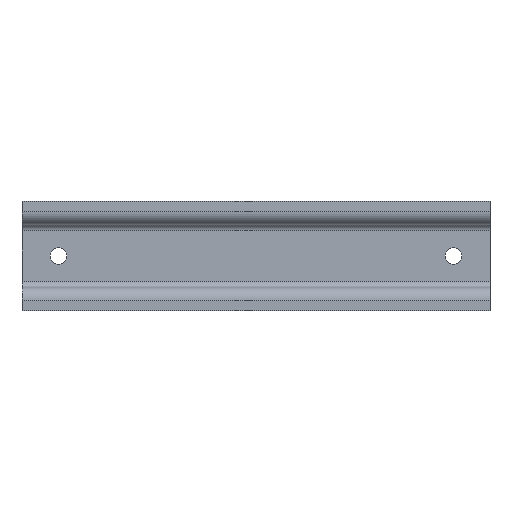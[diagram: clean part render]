
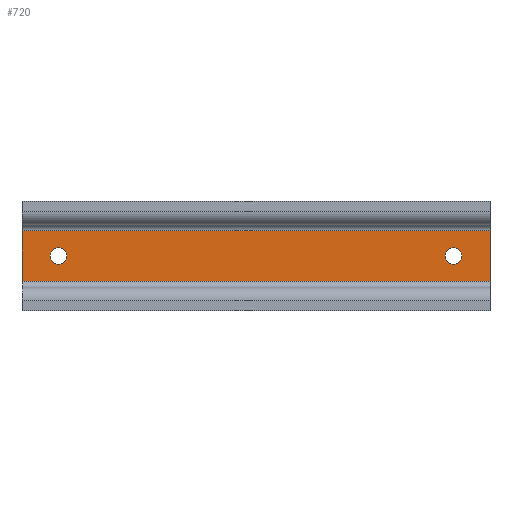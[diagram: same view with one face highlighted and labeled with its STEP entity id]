
A CAD part, top view. The second image highlights one B-rep face of the part: STEP entity #720.
In plain terms, the highlighted planar face has unit normal (0, 0, 1).
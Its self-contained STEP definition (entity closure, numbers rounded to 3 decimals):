
#676=AXIS2_PLACEMENT_3D('Plane Axis2P3D',#673,#674,#675) ;
#686=AXIS2_PLACEMENT_3D('Circle Axis2P3D',#684,#685,$) ;
#695=AXIS2_PLACEMENT_3D('Circle Axis2P3D',#693,#694,$) ;
#704=AXIS2_PLACEMENT_3D('Circle Axis2P3D',#702,#703,$) ;
#713=AXIS2_PLACEMENT_3D('Circle Axis2P3D',#711,#712,$) ;
#297=CARTESIAN_POINT('Vertex',(0.,10.95,1.)) ;
#300=CARTESIAN_POINT('Line Origine',(32.,10.95,1.)) ;
#304=CARTESIAN_POINT('Vertex',(64.,10.95,1.)) ;
#324=CARTESIAN_POINT('Line Origine',(32.,4.05,1.)) ;
#328=CARTESIAN_POINT('Vertex',(0.,4.05,1.)) ;
#330=CARTESIAN_POINT('Vertex',(64.,4.05,1.)) ;
#602=CARTESIAN_POINT('Line Origine',(0.,7.5,1.)) ;
#645=CARTESIAN_POINT('Line Origine',(64.,7.5,1.)) ;
#673=CARTESIAN_POINT('Axis2P3D Location',(0.,10.95,1.)) ;
#684=CARTESIAN_POINT('Axis2P3D Location',(5.,7.5,1.)) ;
#688=CARTESIAN_POINT('Vertex',(6.125,7.5,1.)) ;
#690=CARTESIAN_POINT('Vertex',(3.875,7.5,1.)) ;
#693=CARTESIAN_POINT('Axis2P3D Location',(5.,7.5,1.)) ;
#702=CARTESIAN_POINT('Axis2P3D Location',(59.,7.5,1.)) ;
#706=CARTESIAN_POINT('Vertex',(57.875,7.5,1.)) ;
#708=CARTESIAN_POINT('Vertex',(60.125,7.5,1.)) ;
#711=CARTESIAN_POINT('Axis2P3D Location',(59.,7.5,1.)) ;
#301=DIRECTION('Vector Direction',(1.,0.,0.)) ;
#325=DIRECTION('Vector Direction',(1.,0.,0.)) ;
#603=DIRECTION('Vector Direction',(0.,-1.,0.)) ;
#646=DIRECTION('Vector Direction',(0.,-1.,0.)) ;
#674=DIRECTION('Axis2P3D Direction',(-0.,0.,1.)) ;
#675=DIRECTION('Axis2P3D XDirection',(0.,-1.,0.)) ;
#685=DIRECTION('Axis2P3D Direction',(-0.,0.,1.)) ;
#694=DIRECTION('Axis2P3D Direction',(-0.,0.,1.)) ;
#703=DIRECTION('Axis2P3D Direction',(-0.,0.,1.)) ;
#712=DIRECTION('Axis2P3D Direction',(-0.,0.,1.)) ;
#302=VECTOR('Line Direction',#301,1.) ;
#326=VECTOR('Line Direction',#325,1.) ;
#604=VECTOR('Line Direction',#603,1.) ;
#647=VECTOR('Line Direction',#646,1.) ;
#679=ORIENTED_EDGE('',*,*,#306,.F.) ;
#680=ORIENTED_EDGE('',*,*,#606,.T.) ;
#681=ORIENTED_EDGE('',*,*,#332,.T.) ;
#682=ORIENTED_EDGE('',*,*,#649,.F.) ;
#699=ORIENTED_EDGE('',*,*,#692,.F.) ;
#700=ORIENTED_EDGE('',*,*,#697,.F.) ;
#717=ORIENTED_EDGE('',*,*,#710,.F.) ;
#718=ORIENTED_EDGE('',*,*,#715,.F.) ;
#701=FACE_BOUND('',#698,.T.) ;
#719=FACE_BOUND('',#716,.T.) ;
#720=ADVANCED_FACE('K\X2\00F6\X0\rper.2',(#683,#701,#719),#677,.T.) ;
#687=CIRCLE('generated circle',#686,1.125) ;
#696=CIRCLE('generated circle',#695,1.125) ;
#705=CIRCLE('generated circle',#704,1.125) ;
#714=CIRCLE('generated circle',#713,1.125) ;
#306=EDGE_CURVE('',#298,#305,#303,.T.) ;
#332=EDGE_CURVE('',#329,#331,#327,.T.) ;
#606=EDGE_CURVE('',#298,#329,#605,.T.) ;
#649=EDGE_CURVE('',#305,#331,#648,.T.) ;
#692=EDGE_CURVE('',#689,#691,#687,.T.) ;
#697=EDGE_CURVE('',#691,#689,#696,.T.) ;
#710=EDGE_CURVE('',#707,#709,#705,.T.) ;
#715=EDGE_CURVE('',#709,#707,#714,.T.) ;
#678=EDGE_LOOP('',(#679,#680,#681,#682)) ;
#698=EDGE_LOOP('',(#699,#700)) ;
#716=EDGE_LOOP('',(#717,#718)) ;
#683=FACE_OUTER_BOUND('',#678,.T.) ;
#303=LINE('Line',#300,#302) ;
#327=LINE('Line',#324,#326) ;
#605=LINE('Line',#602,#604) ;
#648=LINE('Line',#645,#647) ;
#677=PLANE('',#676) ;
#298=VERTEX_POINT('',#297) ;
#305=VERTEX_POINT('',#304) ;
#329=VERTEX_POINT('',#328) ;
#331=VERTEX_POINT('',#330) ;
#689=VERTEX_POINT('',#688) ;
#691=VERTEX_POINT('',#690) ;
#707=VERTEX_POINT('',#706) ;
#709=VERTEX_POINT('',#708) ;
